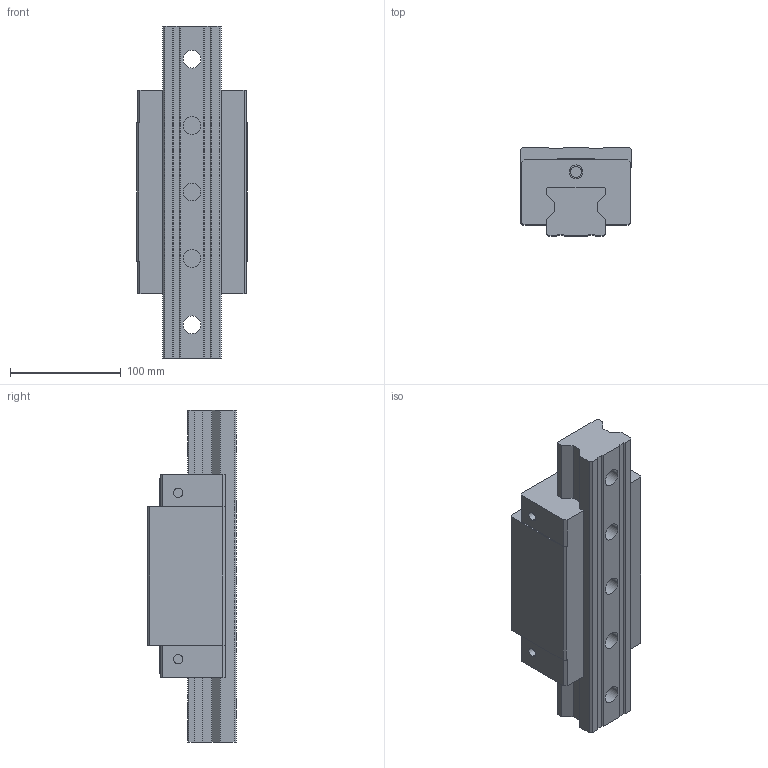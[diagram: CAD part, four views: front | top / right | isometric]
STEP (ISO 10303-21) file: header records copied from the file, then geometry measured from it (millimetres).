
FILE_DESCRIPTION((''),'2;1');
FILE_NAME('RGH55CA_ASM','2008-07-11T',('danharen'),(''),'PRO/ENGINEER BY PARAMETRIC TECHNOLOGY CORPORATION, 2004360','PRO/ENGINEER BY PARAMETRIC TECHNOLOGY CORPORATION, 2004360','');
FILE_SCHEMA(('CONFIG_CONTROL_DESIGN'));
Length unit declared in the file: millimetre
Products named in the file (4): RGH55CA_BLOCK_7; PRT0025; RGH55CA_ASM_5_ASM; RGH55CA_ASM
Assembly tree (3 placements, depth 3):
  RGH55CA_ASM
    RGH55CA_ASM_5_ASM
      RGH55CA_BLOCK_7
      PRT0025
Bounding box: 100 x 80 x 300 mm (x, y, z)
Volume: 1458169.2 mm3; surface area: 168153.1 mm2
Topology: 2 solids, 2 shells, 181 faces, 472 edges, 318 vertices
Faces by surface type: plane 103, cylinder 56, cone 22
Entity records: 5758 total; most frequent: DIRECTION 1018, CARTESIAN_POINT 980, ORIENTED_EDGE 944, EDGE_CURVE 472, AXIS2_PLACEMENT_3D 356, VERTEX_POINT 318, VECTOR 306, LINE 306
